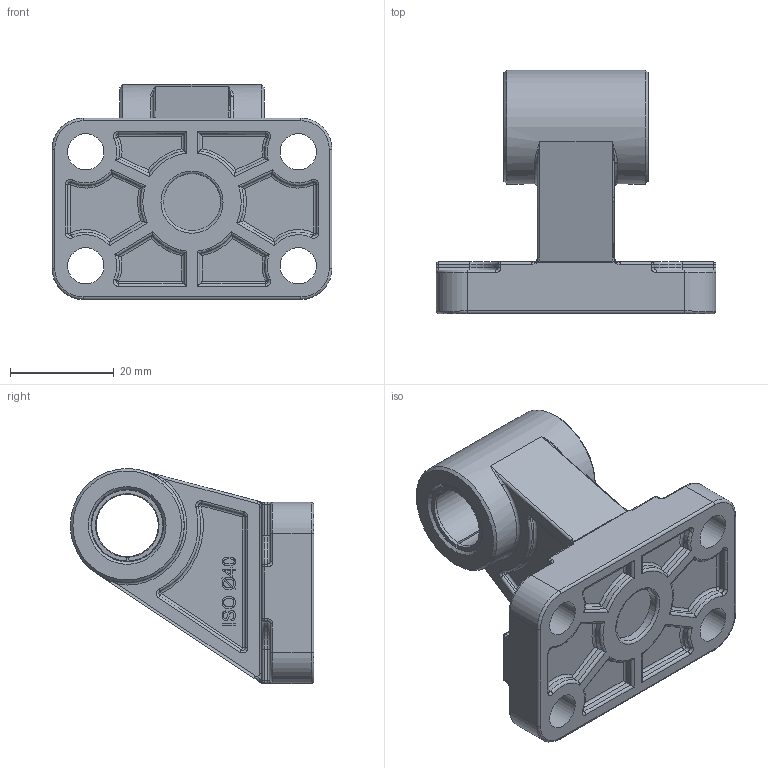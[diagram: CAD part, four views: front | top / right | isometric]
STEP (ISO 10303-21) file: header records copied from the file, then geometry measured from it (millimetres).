
FILE_DESCRIPTION(/* description */ (''),/* implementation_level */ '2;1');
FILE_NAME(/* name */ 'C-F-SA-40.stp',/* time_stamp */ '2015-11-16T09:07:37+01:00',/* author */ (''),/* organization */ (''),/* preprocessor_version */ 'ST-DEVELOPER v15.2',/* originating_system */ 'Autodesk Translator Framework v2.0.0.5431',/* authorisation */ '');
FILE_SCHEMA (('AUTOMOTIVE_DESIGN { 1 0 10303 214 3 1 1 }'));
Length unit declared in the file: centimetre
Products named in the file (1): (Unsaved)
Bounding box: 54 x 47 x 41.5 mm (x, y, z)
Volume: 29702.4 mm3; surface area: 11023.4 mm2
Topology: 1 solids, 1 shells, 1257 faces, 3349 edges, 2128 vertices
Faces by surface type: bspline 725, plane 270, cylinder 147, torus 75, sphere 24, cone 16
Full cylindrical faces by diameter (mm): 7 x4, 11 x1, 14 x1, 22 x1
Entity records: 46407 total; most frequent: CARTESIAN_POINT 20263, ORIENTED_EDGE 6644, EDGE_CURVE 3302, DIRECTION 3257, VERTEX_POINT 2107, B_SPLINE_CURVE_WITH_KNOTS 1502, LINE 1409, VECTOR 1409
